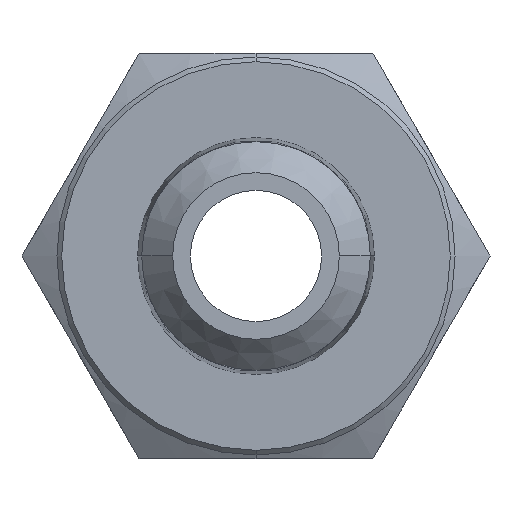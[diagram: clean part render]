
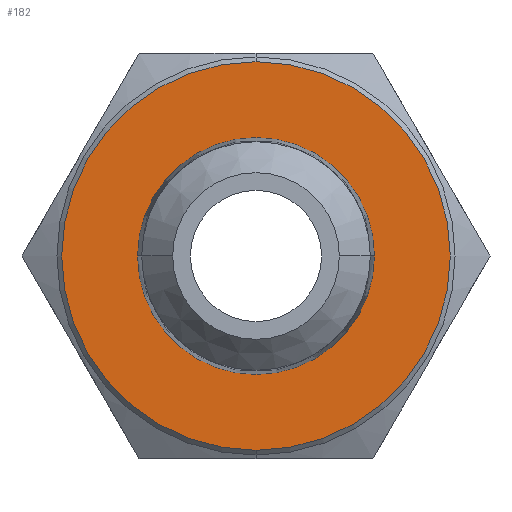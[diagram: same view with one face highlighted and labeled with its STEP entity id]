
A CAD part, front view. The second image highlights one B-rep face of the part: STEP entity #182.
In plain terms, the highlighted planar face has unit normal (0, -1, 0).
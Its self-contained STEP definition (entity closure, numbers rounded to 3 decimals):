
#23 = VERTEX_POINT ( 'NONE', #479 ) ;
#25 = EDGE_CURVE ( 'NONE', #23, #26, #478, .T. ) ;
#26 = VERTEX_POINT ( 'NONE', #473 ) ;
#153 = EDGE_LOOP ( 'NONE', ( #154, #156 ) ) ;
#154 = ORIENTED_EDGE ( 'NONE', *, *, #155, .F. ) ;
#155 = EDGE_CURVE ( 'NONE', #26, #23, #679, .T. ) ;
#156 = ORIENTED_EDGE ( 'NONE', *, *, #25, .F. ) ;
#166 = EDGE_CURVE ( 'NONE', #201, #167, #633, .T. ) ;
#167 = VERTEX_POINT ( 'NONE', #624 ) ;
#182 = ADVANCED_FACE ( 'NONE', ( #594, #593 ), #592, .T. ) ;
#183 = EDGE_LOOP ( 'NONE', ( #184, #186 ) ) ;
#184 = ORIENTED_EDGE ( 'NONE', *, *, #185, .T. ) ;
#185 = EDGE_CURVE ( 'NONE', #167, #201, #586, .T. ) ;
#186 = ORIENTED_EDGE ( 'NONE', *, *, #166, .T. ) ;
#201 = VERTEX_POINT ( 'NONE', #898 ) ;
#473 = CARTESIAN_POINT ( 'NONE',  ( -4.967, 8., 0. ) ) ;
#474 = DIRECTION ( 'NONE',  ( 1., 0., 0. ) ) ;
#475 = DIRECTION ( 'NONE',  ( 0., -1., 0. ) ) ;
#476 = CARTESIAN_POINT ( 'NONE',  ( 0., 8., 0. ) ) ;
#477 = AXIS2_PLACEMENT_3D ( 'NONE', #476, #475, #474 ) ;
#478 = CIRCLE ( 'NONE', #477, 4.967 ) ;
#479 = CARTESIAN_POINT ( 'NONE',  ( 4.967, 8., 0. ) ) ;
#583 = DIRECTION ( 'NONE',  ( 0., 0., -1. ) ) ;
#584 = DIRECTION ( 'NONE',  ( 0., -1., 0. ) ) ;
#585 = AXIS2_PLACEMENT_3D ( 'NONE', #590, #584, #583 ) ;
#586 = CIRCLE ( 'NONE', #585, 8.15 ) ;
#587 = DIRECTION ( 'NONE',  ( 0., 0., -1. ) ) ;
#588 = DIRECTION ( 'NONE',  ( 0., -1., 0. ) ) ;
#589 = CARTESIAN_POINT ( 'NONE',  ( 8.15, 8., 0. ) ) ;
#590 = CARTESIAN_POINT ( 'NONE',  ( 0., 8., 0. ) ) ;
#591 = AXIS2_PLACEMENT_3D ( 'NONE', #589, #588, #587 ) ;
#592 = PLANE ( 'NONE',  #591 ) ;
#593 = FACE_BOUND ( 'NONE', #153, .T. ) ;
#594 = FACE_OUTER_BOUND ( 'NONE', #183, .T. ) ;
#624 = CARTESIAN_POINT ( 'NONE',  ( 0., 8., 8.15 ) ) ;
#625 = DIRECTION ( 'NONE',  ( 0., 0., -1. ) ) ;
#626 = DIRECTION ( 'NONE',  ( 0., -1., 0. ) ) ;
#627 = CARTESIAN_POINT ( 'NONE',  ( 0., 8., 0. ) ) ;
#628 = AXIS2_PLACEMENT_3D ( 'NONE', #627, #626, #625 ) ;
#633 = CIRCLE ( 'NONE', #628, 8.15 ) ;
#675 = DIRECTION ( 'NONE',  ( 1., 0., 0. ) ) ;
#676 = DIRECTION ( 'NONE',  ( 0., -1., 0. ) ) ;
#677 = CARTESIAN_POINT ( 'NONE',  ( 0., 8., 0. ) ) ;
#678 = AXIS2_PLACEMENT_3D ( 'NONE', #677, #676, #675 ) ;
#679 = CIRCLE ( 'NONE', #678, 4.967 ) ;
#898 = CARTESIAN_POINT ( 'NONE',  ( 0., 8., -8.15 ) ) ;
